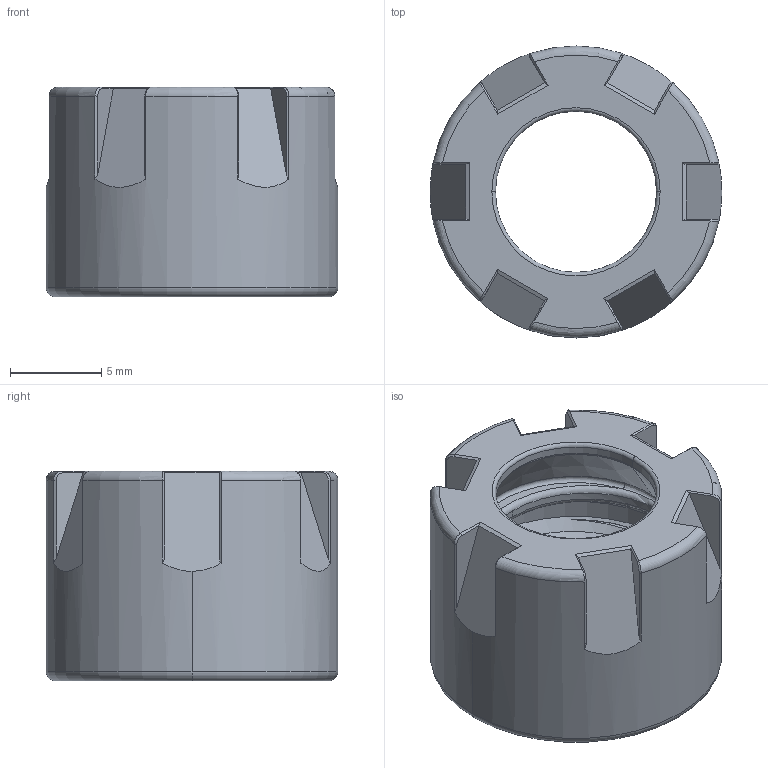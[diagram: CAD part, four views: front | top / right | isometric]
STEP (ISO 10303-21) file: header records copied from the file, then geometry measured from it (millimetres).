
FILE_DESCRIPTION (( 'STEP AP203' ), '1' );
FILE_NAME ('110.02.07.3.STEP', '2017-10-18T09:02:31', ( '' ), ( '' ), 'SwSTEP 2.0', 'SolidWorks 2012', '' );
FILE_SCHEMA (( 'CONFIG_CONTROL_DESIGN' ));
Length unit declared in the file: millimetre
Products named in the file (1): 110.02.07.3
Bounding box: 16 x 16 x 11.5 mm (x, y, z)
Volume: 913.3 mm3; surface area: 1413.3 mm2
Topology: 1 solids, 1 shells, 128 faces, 328 edges, 200 vertices
Faces by surface type: plane 53, torus 26, bspline 24, cylinder 20, cone 5
Entity records: 6508 total; most frequent: CARTESIAN_POINT 3635, ORIENTED_EDGE 652, DIRECTION 500, EDGE_CURVE 326, VERTEX_POINT 200, AXIS2_PLACEMENT_3D 184, VECTOR 132, LINE 132
